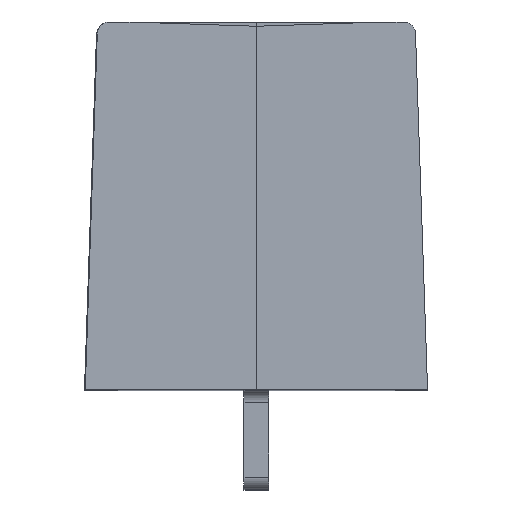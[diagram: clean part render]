
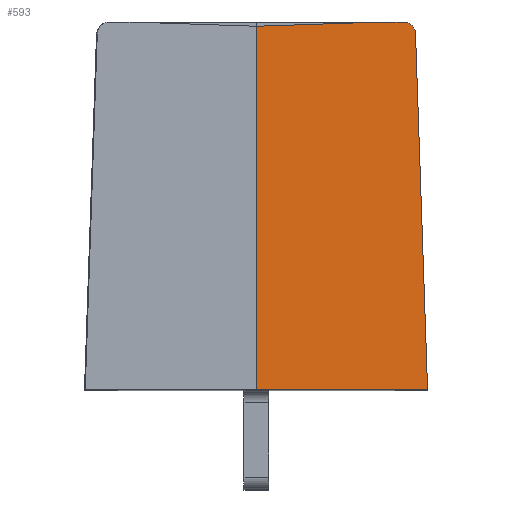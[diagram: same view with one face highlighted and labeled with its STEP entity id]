
A CAD part, top view. The second image highlights one B-rep face of the part: STEP entity #593.
In plain terms, the highlighted planar face has unit normal (-0.001, 0.026, 1).
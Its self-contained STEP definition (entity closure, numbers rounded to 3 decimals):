
#6 = LINE ( 'NONE', #498, #1191 ) ;
#123 = ORIENTED_EDGE ( 'NONE', *, *, #6105, .F. ) ;
#197 = AXIS2_PLACEMENT_3D ( 'NONE', #5050, #2516, #5533 ) ;
#273 = LINE ( 'NONE', #2348, #2812 ) ;
#498 = CARTESIAN_POINT ( 'NONE',  ( -0.486, 14.378, 17.91 ) ) ;
#585 = EDGE_CURVE ( 'NONE', #835, #4714, #6, .T. ) ;
#593 = ADVANCED_FACE ( 'NONE', ( #6453 ), #3031, .F. ) ;
#730 = CARTESIAN_POINT ( 'NONE',  ( 6.916, 0.901, 18.27 ) ) ;
#738 = VECTOR ( 'NONE', #2267, 1000. ) ;
#835 = VERTEX_POINT ( 'NONE', #3204 ) ;
#1076 = EDGE_CURVE ( 'NONE', #5816, #1643, #273, .T. ) ;
#1191 = VECTOR ( 'NONE', #1503, 1000. ) ;
#1470 = EDGE_CURVE ( 'NONE', #835, #5962, #4931, .T. ) ;
#1503 = DIRECTION ( 'NONE',  ( 0.999, 0.034, 0. ) ) ;
#1643 = VERTEX_POINT ( 'NONE', #3106 ) ;
#1869 = ORIENTED_EDGE ( 'NONE', *, *, #2039, .F. ) ;
#1960 = ORIENTED_EDGE ( 'NONE', *, *, #4891, .F. ) ;
#2039 = EDGE_CURVE ( 'NONE', #5816, #5962, #2326, .T. ) ;
#2086 = ORIENTED_EDGE ( 'NONE', *, *, #1076, .T. ) ;
#2267 = DIRECTION ( 'NONE',  ( 0., -1., 0.026 ) ) ;
#2326 = LINE ( 'NONE', #6425, #2644 ) ;
#2348 = CARTESIAN_POINT ( 'NONE',  ( 13.768, 0.946, 18.275 ) ) ;
#2516 = DIRECTION ( 'NONE',  ( 0.001, -0.026, -1. ) ) ;
#2644 = VECTOR ( 'NONE', #4870, 1000. ) ;
#2678 = CARTESIAN_POINT ( 'NONE',  ( 13.307, 14.602, 17.916 ) ) ;
#2762 = CARTESIAN_POINT ( 'NONE',  ( 12.817, 14.8, 17.91 ) ) ;
#2812 = VECTOR ( 'NONE', #3880, 1000. ) ;
#3010 = LINE ( 'NONE', #2762, #5855 ) ;
#3031 = PLANE ( 'NONE',  #197 ) ;
#3106 = CARTESIAN_POINT ( 'NONE',  ( 13.316, 14.317, 17.924 ) ) ;
#3204 = CARTESIAN_POINT ( 'NONE',  ( 6.916, 14.628, 17.91 ) ) ;
#3880 = DIRECTION ( 'NONE',  ( -0.034, 0.999, -0.026 ) ) ;
#4524 = CARTESIAN_POINT ( 'NONE',  ( 11.999, 14.8, 17.91 ) ) ;
#4646 = CARTESIAN_POINT ( 'NONE',  ( 12.817, 14.8, 17.91 ) ) ;
#4661 = CARTESIAN_POINT ( 'NONE',  ( 6.916, 0., 18.294 ) ) ;
#4670 = ORIENTED_EDGE ( 'NONE', *, *, #1470, .T. ) ;
#4714 = VERTEX_POINT ( 'NONE', #4524 ) ;
#4870 = DIRECTION ( 'NONE',  ( -1., 0., -0.001 ) ) ;
#4879 = VERTEX_POINT ( 'NONE', #4646 ) ;
#4891 = EDGE_CURVE ( 'NONE', #4879, #1643, #6003, .T. ) ;
#4931 = LINE ( 'NONE', #730, #738 ) ;
#5050 = CARTESIAN_POINT ( 'NONE',  ( 12.469, 0.902, 18.275 ) ) ;
#5064 = ORIENTED_EDGE ( 'NONE', *, *, #585, .F. ) ;
#5181 = CARTESIAN_POINT ( 'NONE',  ( 13.8, 0., 18.3 ) ) ;
#5189 = CARTESIAN_POINT ( 'NONE',  ( 12.817, 14.8, 17.91 ) ) ;
#5533 = DIRECTION ( 'NONE',  ( 0., 1., -0.026 ) ) ;
#5699 = CARTESIAN_POINT ( 'NONE',  ( 13.102, 14.8, 17.911 ) ) ;
#5816 = VERTEX_POINT ( 'NONE', #5181 ) ;
#5855 = VECTOR ( 'NONE', #6308, 1000. ) ;
#5962 = VERTEX_POINT ( 'NONE', #4661 ) ;
#6003 =( BOUNDED_CURVE ( )  B_SPLINE_CURVE ( 3, ( #5189, #5699, #2678, #6226 ),
 .UNSPECIFIED., .F., .T. ) 
 B_SPLINE_CURVE_WITH_KNOTS ( ( 4, 4 ),
 ( 0.034, 1.571 ),
 .UNSPECIFIED. ) 
 CURVE ( )  GEOMETRIC_REPRESENTATION_ITEM ( )  RATIONAL_B_SPLINE_CURVE ( ( 1., 0.813, 0.813, 1. ) ) 
 REPRESENTATION_ITEM ( '' )  );
#6046 = EDGE_LOOP ( 'NONE', ( #5064, #4670, #1869, #2086, #1960, #123 ) ) ;
#6105 = EDGE_CURVE ( 'NONE', #4714, #4879, #3010, .T. ) ;
#6226 = CARTESIAN_POINT ( 'NONE',  ( 13.316, 14.317, 17.924 ) ) ;
#6308 = DIRECTION ( 'NONE',  ( 1., 0., 0.001 ) ) ;
#6425 = CARTESIAN_POINT ( 'NONE',  ( 0., 0., 18.288 ) ) ;
#6453 = FACE_OUTER_BOUND ( 'NONE', #6046, .T. ) ;
